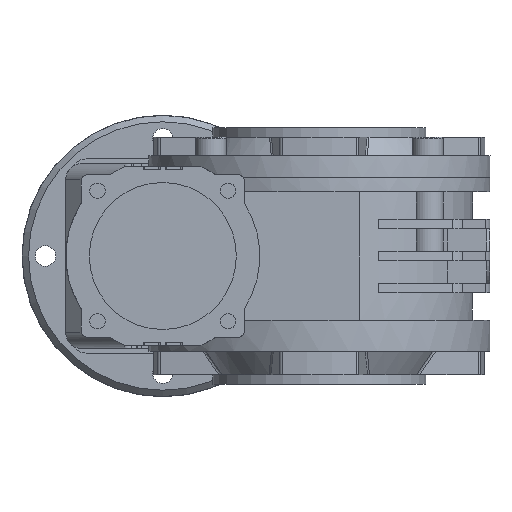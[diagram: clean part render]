
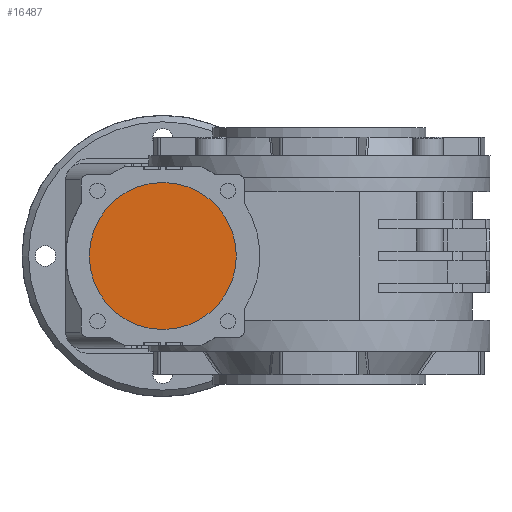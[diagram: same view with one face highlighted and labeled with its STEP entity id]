
A CAD part, left-side view. The second image highlights one B-rep face of the part: STEP entity #16487.
In plain terms, the highlighted planar face has unit normal (-1, 0, 0).
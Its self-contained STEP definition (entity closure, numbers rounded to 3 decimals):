
#605=CIRCLE('',#17292,23.5);
#1657=ORIENTED_EDGE('',*,*,#4934,.T.);
#4934=EDGE_CURVE('',#6544,#6544,#605,.T.);
#6544=VERTEX_POINT('',#24264);
#9607=EDGE_LOOP('',(#1657));
#10455=FACE_BOUND('',#9607,.T.);
#11244=PLANE('',#17294);
#16487=ADVANCED_FACE('',(#10455),#11244,.T.);
#17292=AXIS2_PLACEMENT_3D('',#24263,#19084,#19085);
#17294=AXIS2_PLACEMENT_3D('',#24267,#19088,#19089);
#19084=DIRECTION('',(-1.,0.,0.));
#19085=DIRECTION('',(0.,0.,-1.));
#19088=DIRECTION('',(-1.,0.,0.));
#19089=DIRECTION('',(0.,0.,-1.));
#24263=CARTESIAN_POINT('',(-64.5,50.,0.));
#24264=CARTESIAN_POINT('',(-64.5,50.,-23.5));
#24267=CARTESIAN_POINT('',(-64.5,50.,0.));
